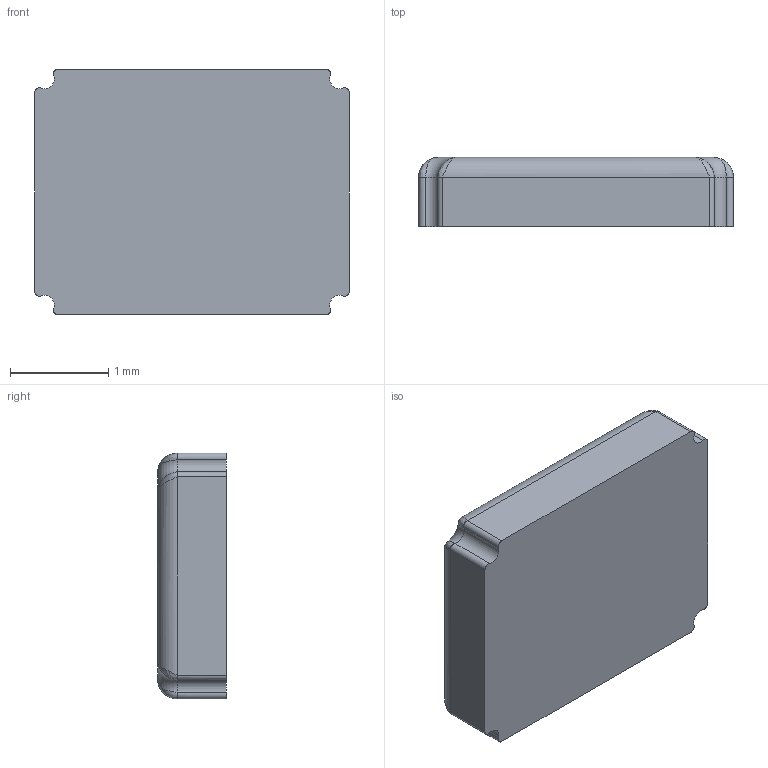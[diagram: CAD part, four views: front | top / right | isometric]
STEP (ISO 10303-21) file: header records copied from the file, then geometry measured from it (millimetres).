
FILE_DESCRIPTION(/* description */ (''),/* implementation_level */ '2;1');
FILE_NAME(/* name */ 'crystal.step',/* time_stamp */ '2023-08-17T15:29:37-04:00',/* author */ (''),/* organization */ (''),/* preprocessor_version */ 'ST-DEVELOPER v20',/* originating_system */ 'Autodesk Translation Framework v12.9.0.99',/* authorisation */ '');
FILE_SCHEMA (('AUTOMOTIVE_DESIGN { 1 0 10303 214 3 1 1 }'));
Length unit declared in the file: millimetre
Products named in the file (1): crystal
Bounding box: 3.2 x 0.7 x 2.5 mm (x, y, z)
Volume: 5.4 mm3; surface area: 22.5 mm2
Topology: 1 solids, 1 shells, 34 faces, 80 edges, 40 vertices
Faces by surface type: cylinder 16, bspline 8, plane 6, torus 4
Entity records: 1468 total; most frequent: CARTESIAN_POINT 763, ORIENTED_EDGE 144, DIRECTION 122, EDGE_CURVE 72, AXIS2_PLACEMENT_3D 47, VERTEX_POINT 40, FACE_OUTER_BOUND 34, EDGE_LOOP 34
